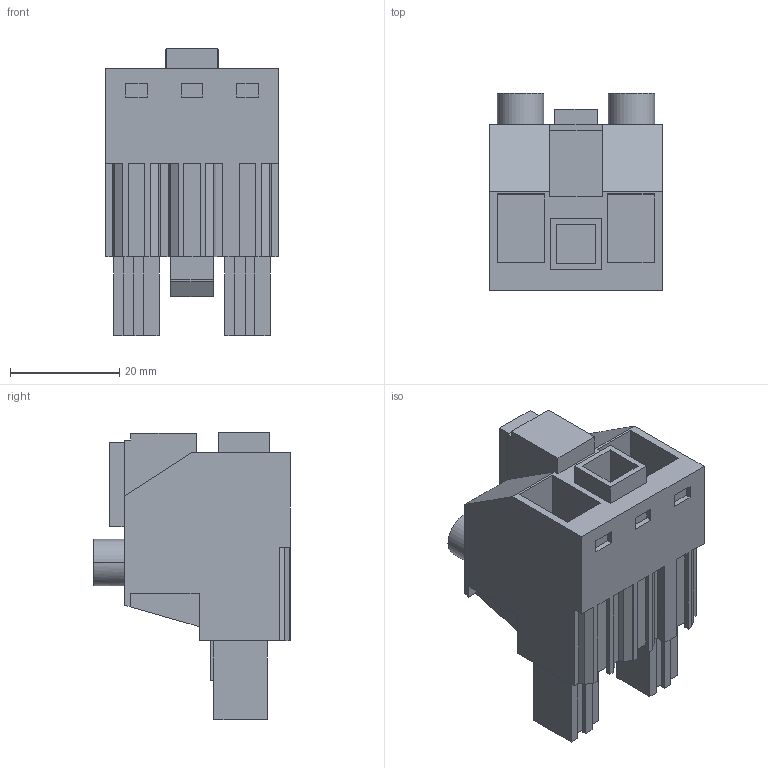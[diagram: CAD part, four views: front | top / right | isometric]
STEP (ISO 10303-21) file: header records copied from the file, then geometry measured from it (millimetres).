
FILE_DESCRIPTION(('CATIA V5 STEP Exchange','CAx-IF Rec.Pracs.--- Model Styling and Organization---1.4--- 2014-01-23'),'2;1');
FILE_NAME ('D1449463_1_1156600000_1156600000.stp','2022-06-01T10:00:30+00:00',('none'),('Weidmueller'),'CATIA Version 5-6 Release 2016 SP3 HF44','CATIA V5 STEP AP214','none');
FILE_SCHEMA(('AUTOMOTIVE_DESIGN { 1 0 10303 214 1 1 1 1 }'));
Length unit declared in the file: millimetre
Products named in the file (1): 1156600000
Bounding box: 31.58 x 36 x 52.5 mm (x, y, z)
Volume: 28028.1 mm3; surface area: 14558.9 mm2
Topology: 4 solids, 4 shells, 282 faces, 765 edges, 510 vertices
Faces by surface type: plane 261, cylinder 18, torus 3
Entity records: 8818 total; most frequent: CARTESIAN_POINT 1665, ORIENTED_EDGE 1530, DIRECTION 1197, EDGE_CURVE 765, VECTOR 712, LINE 712, VERTEX_POINT 510, EDGE_LOOP 303
